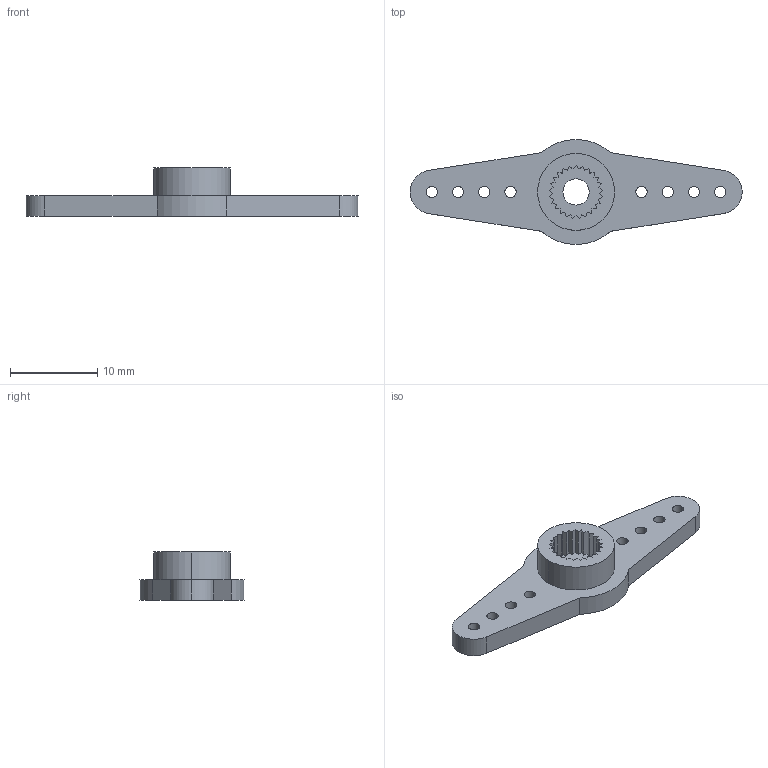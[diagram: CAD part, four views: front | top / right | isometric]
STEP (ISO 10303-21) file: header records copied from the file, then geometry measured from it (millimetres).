
FILE_DESCRIPTION (( 'STEP AP203' ), '1' );
FILE_NAME ('Servo MG996R arm01_Default_sldprt.STEP', '2024-01-02T12:43:56', ( '' ), ( '' ), 'SwSTEP 2.0', 'SolidWorks 2022', '' );
FILE_SCHEMA (( 'CONFIG_CONTROL_DESIGN' ));
Length unit declared in the file: millimetre
Products named in the file (1): Servo MG996R arm01_Default_sldprt
Bounding box: 37.99 x 11.96 x 5.5 mm (x, y, z)
Volume: 683.7 mm3; surface area: 1051.4 mm2
Topology: 1 solids, 1 shells, 92 faces, 255 edges, 170 vertices
Faces by surface type: plane 61, cylinder 31
Entity records: 3054 total; most frequent: CARTESIAN_POINT 518, ORIENTED_EDGE 510, DIRECTION 503, EDGE_CURVE 255, LINE 193, VECTOR 193, VERTEX_POINT 170, AXIS2_PLACEMENT_3D 155
